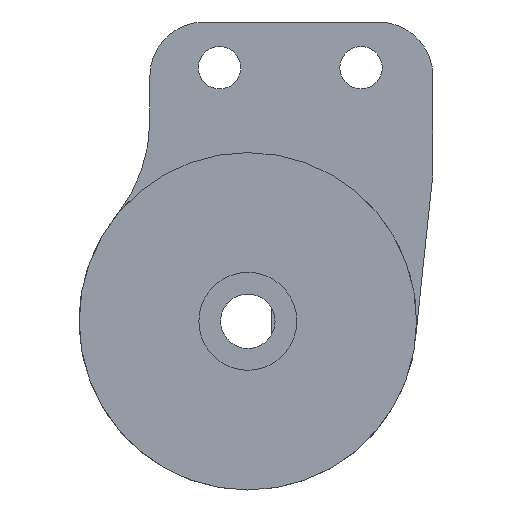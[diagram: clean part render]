
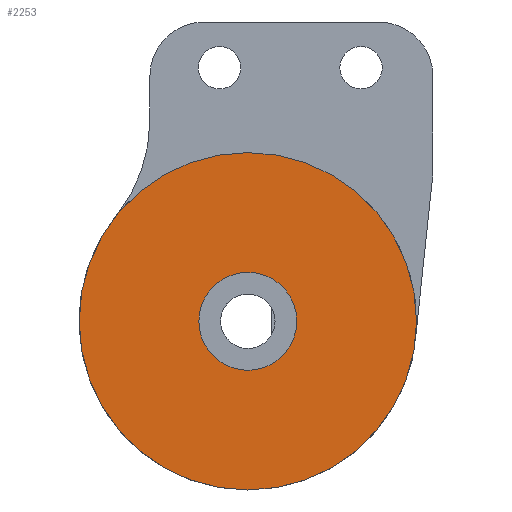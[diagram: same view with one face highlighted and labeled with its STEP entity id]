
A CAD part, front view. The second image highlights one B-rep face of the part: STEP entity #2253.
In plain terms, the highlighted planar face has unit normal (0, -1, 0).
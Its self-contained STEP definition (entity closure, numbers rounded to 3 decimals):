
#16 = EDGE_CURVE ( 'NONE', #1260, #459, #2721, .T. ) ;
#97 = EDGE_CURVE ( 'NONE', #480, #391, #564, .T. ) ;
#391 = VERTEX_POINT ( 'NONE', #2758 ) ;
#459 = VERTEX_POINT ( 'NONE', #2111 ) ;
#480 = VERTEX_POINT ( 'NONE', #1145 ) ;
#564 = CIRCLE ( 'NONE', #1773, 7.75 ) ;
#568 = DIRECTION ( 'NONE',  ( 0., 0., -1. ) ) ;
#612 = AXIS2_PLACEMENT_3D ( 'NONE', #749, #2609, #1177 ) ;
#749 = CARTESIAN_POINT ( 'NONE',  ( 0., -3.5, 0. ) ) ;
#864 = CIRCLE ( 'NONE', #612, 7.75 ) ;
#934 = DIRECTION ( 'NONE',  ( 0., -1., 0. ) ) ;
#1056 = AXIS2_PLACEMENT_3D ( 'NONE', #3076, #934, #1902 ) ;
#1090 = PLANE ( 'NONE',  #1369 ) ;
#1117 = CARTESIAN_POINT ( 'NONE',  ( 0., -3.5, 0. ) ) ;
#1123 = FACE_BOUND ( 'NONE', #2954, .T. ) ;
#1145 = CARTESIAN_POINT ( 'NONE',  ( 0., -3.5, -7.75 ) ) ;
#1177 = DIRECTION ( 'NONE',  ( 0., 0., -1. ) ) ;
#1240 = ORIENTED_EDGE ( 'NONE', *, *, #2948, .T. ) ;
#1260 = VERTEX_POINT ( 'NONE', #1808 ) ;
#1278 = DIRECTION ( 'NONE',  ( 0., -1., 0. ) ) ;
#1369 = AXIS2_PLACEMENT_3D ( 'NONE', #2818, #2121, #2831 ) ;
#1392 = DIRECTION ( 'NONE',  ( 0., -1., 0. ) ) ;
#1461 = ORIENTED_EDGE ( 'NONE', *, *, #16, .F. ) ;
#1522 = AXIS2_PLACEMENT_3D ( 'NONE', #2285, #1278, #568 ) ;
#1738 = ORIENTED_EDGE ( 'NONE', *, *, #97, .T. ) ;
#1773 = AXIS2_PLACEMENT_3D ( 'NONE', #1117, #1392, #3086 ) ;
#1808 = CARTESIAN_POINT ( 'NONE',  ( 0., -3.5, -2.25 ) ) ;
#1902 = DIRECTION ( 'NONE',  ( 0., 0., -1. ) ) ;
#2111 = CARTESIAN_POINT ( 'NONE',  ( 0., -3.5, 2.25 ) ) ;
#2121 = DIRECTION ( 'NONE',  ( 0., -1., 0. ) ) ;
#2208 = ORIENTED_EDGE ( 'NONE', *, *, #2309, .F. ) ;
#2224 = EDGE_LOOP ( 'NONE', ( #1738, #1240 ) ) ;
#2253 = ADVANCED_FACE ( 'NONE', ( #3065, #1123 ), #1090, .T. ) ;
#2285 = CARTESIAN_POINT ( 'NONE',  ( 0., -3.5, 0. ) ) ;
#2309 = EDGE_CURVE ( 'NONE', #459, #1260, #2712, .T. ) ;
#2609 = DIRECTION ( 'NONE',  ( 0., -1., 0. ) ) ;
#2712 = CIRCLE ( 'NONE', #1056, 2.25 ) ;
#2721 = CIRCLE ( 'NONE', #1522, 2.25 ) ;
#2758 = CARTESIAN_POINT ( 'NONE',  ( 0., -3.5, 7.75 ) ) ;
#2818 = CARTESIAN_POINT ( 'NONE',  ( 0., -3.5, 0. ) ) ;
#2831 = DIRECTION ( 'NONE',  ( 0., 0., -1. ) ) ;
#2948 = EDGE_CURVE ( 'NONE', #391, #480, #864, .T. ) ;
#2954 = EDGE_LOOP ( 'NONE', ( #2208, #1461 ) ) ;
#3065 = FACE_OUTER_BOUND ( 'NONE', #2224, .T. ) ;
#3076 = CARTESIAN_POINT ( 'NONE',  ( 0., -3.5, 0. ) ) ;
#3086 = DIRECTION ( 'NONE',  ( 0., 0., -1. ) ) ;
